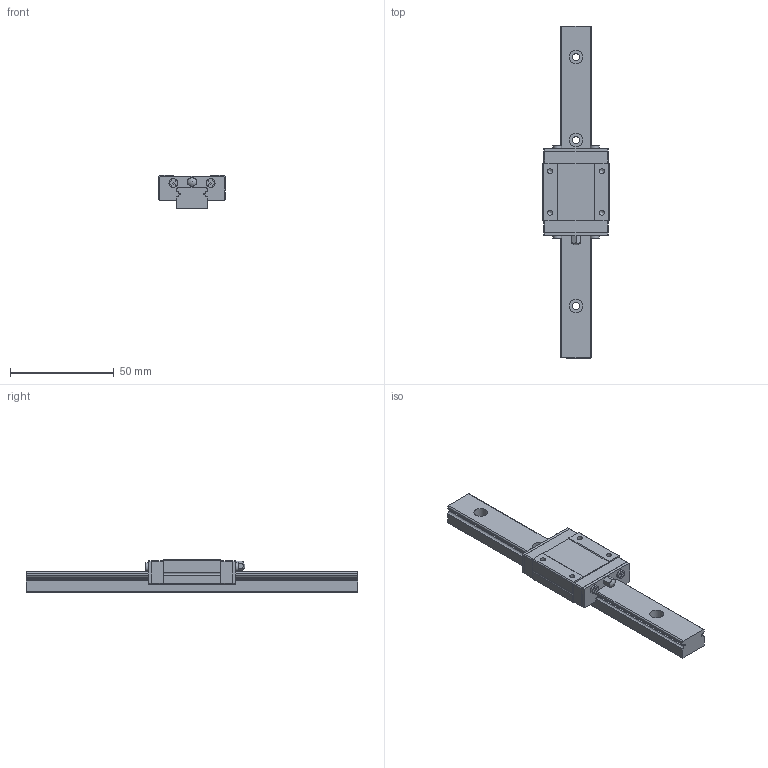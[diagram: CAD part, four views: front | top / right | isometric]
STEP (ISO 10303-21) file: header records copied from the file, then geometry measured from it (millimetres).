
FILE_DESCRIPTION( ( 'Unknown' ), '1' );
FILE_NAME( 'M15NUU1-160L15_15.step', 'Unknown', ( 'Unknown' ), ( 'Unknown' ), 'PSStep 15.0.49', 'Unknown', ' ' );
FILE_SCHEMA( ( 'AUTOMOTIVE_DESIGN { 1 0 10303 214 1 1 1 1 }' ) );
Length unit declared in the file: millimetre
Products named in the file (4): Assem1; M 15_RAIL; M 15N_BLOCK; A-M3
Assembly tree (3 placements, depth 2):
  Assem1
    M 15_RAIL
    M 15N_BLOCK
    A-M3
Bounding box: 32 x 160 x 16 mm (x, y, z)
Volume: 34151.8 mm3; surface area: 14754.8 mm2
Topology: 3 solids, 3 shells, 189 faces, 514 edges, 343 vertices
Faces by surface type: plane 142, cylinder 39, cone 7, sphere 1
Full cylindrical faces by diameter (mm): 2.459 x6, 3 x1, 3.5 x4, 4.2 x4, 6.5 x4
Entity records: 7268 total; most frequent: CARTESIAN_POINT 998, DIRECTION 942, ORIENTED_EDGE 942, EDGE_CURVE 471, LINE 386, VECTOR 386, VERTEX_POINT 334, AXIS2_PLACEMENT_3D 278
